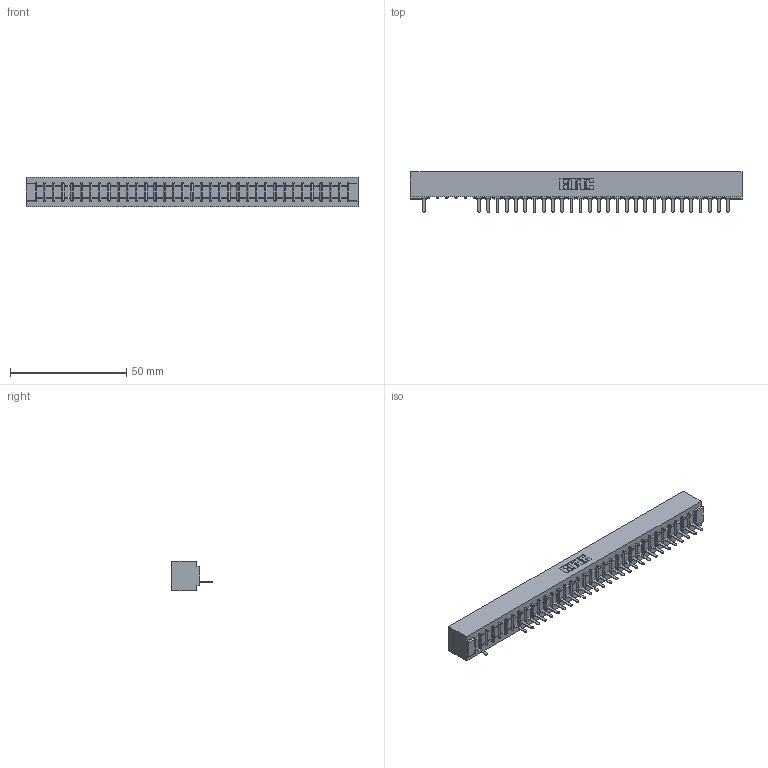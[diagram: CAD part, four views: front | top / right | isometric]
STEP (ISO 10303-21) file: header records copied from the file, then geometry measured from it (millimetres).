
FILE_DESCRIPTION (( 'STEP AP203' ), '1' );
FILE_NAME ('357-034-521-101.STEP', '2018-08-10T02:29:33', ( '' ), ( '' ), 'SwSTEP 2.0', 'SolidWorks 2016', '' );
FILE_SCHEMA (( 'CONFIG_CONTROL_DESIGN' ));
Length unit declared in the file: inch
Products named in the file (3): 307 Part_No Mounting Lugs; 307-290-002_521; 357-034-521-101
Assembly tree (30 placements, depth 2):
  357-034-521-101
    307 Part_No Mounting Lugs
    307-290-002_521  x29
Bounding box: 142.6 x 17.42 x 12.7 mm (x, y, z)
Volume: 15614.6 mm3; surface area: 18885.8 mm2
Topology: 30 solids, 30 shells, 2391 faces, 7347 edges, 4802 vertices
Faces by surface type: plane 1431, cylinder 890, sphere 70
Entity records: 30414 total; most frequent: CARTESIAN_POINT 5151, ORIENTED_EDGE 5146, DIRECTION 5001, EDGE_CURVE 2573, VECTOR 1969, LINE 1969, VERTEX_POINT 1666, AXIS2_PLACEMENT_3D 1516
